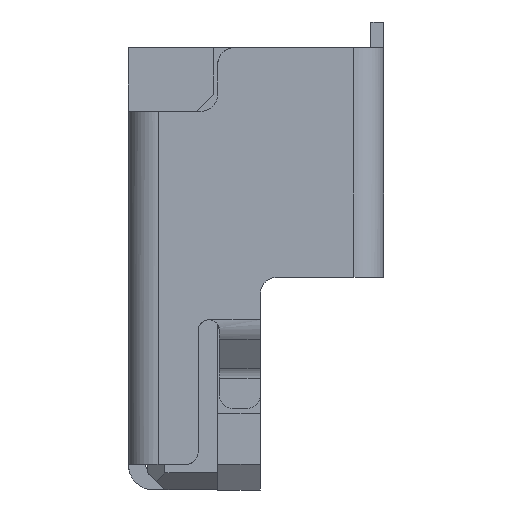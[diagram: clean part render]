
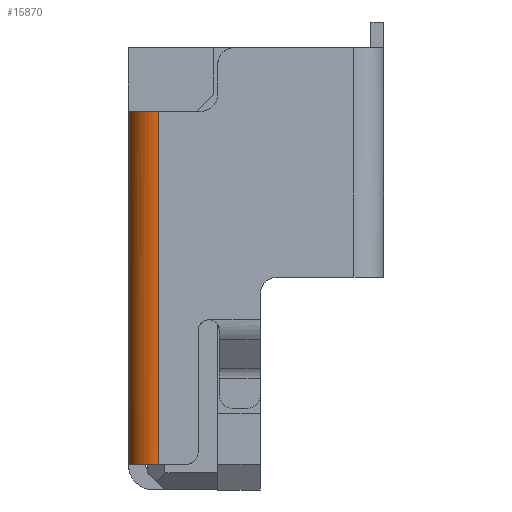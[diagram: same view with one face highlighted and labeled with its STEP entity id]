
A CAD part, left-side view. The second image highlights one B-rep face of the part: STEP entity #15870.
In plain terms, the highlighted free-form (B-spline) face has degree [1, 3] with [2, 4] control points.
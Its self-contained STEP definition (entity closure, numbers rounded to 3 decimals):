
#359 = VERTEX_POINT ( 'NONE', #8705 ) ;
#699 = CARTESIAN_POINT ( 'NONE',  ( -5.555, 1., -4.9 ) ) ;
#834 = CARTESIAN_POINT ( 'NONE',  ( -5.7, 0.855, -0.75 ) ) ;
#848 = CARTESIAN_POINT ( 'NONE',  ( -5.7, 0.855, -4.9 ) ) ;
#891 = VERTEX_POINT ( 'NONE', #8880 ) ;
#1026 = CARTESIAN_POINT ( 'NONE',  ( -5.7, 0.855, -0.75 ) ) ;
#1872 = VERTEX_POINT ( 'NONE', #13634 ) ;
#1997 =( BOUNDED_SURFACE ( )  B_SPLINE_SURFACE ( 1, 3, ( 
 ( #6915, #4646, #13384, #8355 ),
 ( #10781, #14284, #1026, #9490 ) ),
 .UNSPECIFIED., .F., .F., .F. ) 
 B_SPLINE_SURFACE_WITH_KNOTS ( ( 2, 2 ),
 ( 4, 4 ),
 ( 0.019, 0.981 ),
 ( 0., 1. ),
 .UNSPECIFIED. ) 
 GEOMETRIC_REPRESENTATION_ITEM ( )  RATIONAL_B_SPLINE_SURFACE ( (
 ( 1., 0.805, 0.805, 1.),
 ( 1., 0.805, 0.805, 1.) ) ) 
 REPRESENTATION_ITEM ( '' )  SURFACE ( )  );
#2123 = EDGE_CURVE ( 'NONE', #14244, #359, #3893, .T. ) ;
#2265 = ORIENTED_EDGE ( 'NONE', *, *, #3681, .T. ) ;
#2521 = EDGE_CURVE ( 'NONE', #359, #891, #15099, .T. ) ;
#3244 = ORIENTED_EDGE ( 'NONE', *, *, #2521, .T. ) ;
#3681 = EDGE_CURVE ( 'NONE', #891, #1872, #4724, .T. ) ;
#3772 = ORIENTED_EDGE ( 'NONE', *, *, #2123, .T. ) ;
#3893 =( BOUNDED_CURVE ( )  B_SPLINE_CURVE ( 3, ( #13203, #848, #699, #11757 ),
 .UNSPECIFIED., .F., .F. ) 
 B_SPLINE_CURVE_WITH_KNOTS ( ( 4, 4 ),
 ( 0., 1.571 ),
 .UNSPECIFIED. ) 
 CURVE ( )  GEOMETRIC_REPRESENTATION_ITEM ( )  RATIONAL_B_SPLINE_CURVE ( ( 1., 0.805, 0.805, 1. ) ) 
 REPRESENTATION_ITEM ( '' )  );
#3957 = EDGE_LOOP ( 'NONE', ( #3772, #3244, #2265, #15211 ) ) ;
#4531 = CARTESIAN_POINT ( 'NONE',  ( -5.7, 0.65, -0.75 ) ) ;
#4646 = CARTESIAN_POINT ( 'NONE',  ( -5.555, 1., -4.9 ) ) ;
#4724 =( BOUNDED_CURVE ( )  B_SPLINE_CURVE ( 3, ( #11888, #5732, #834, #4531 ),
 .UNSPECIFIED., .F., .F. ) 
 B_SPLINE_CURVE_WITH_KNOTS ( ( 4, 4 ),
 ( 0., 1.571 ),
 .UNSPECIFIED. ) 
 CURVE ( )  GEOMETRIC_REPRESENTATION_ITEM ( )  RATIONAL_B_SPLINE_CURVE ( ( 1., 0.805, 0.805, 1. ) ) 
 REPRESENTATION_ITEM ( '' )  );
#4822 = CARTESIAN_POINT ( 'NONE',  ( -5.35, 1., -4.9 ) ) ;
#5732 = CARTESIAN_POINT ( 'NONE',  ( -5.555, 1., -0.75 ) ) ;
#6120 = CARTESIAN_POINT ( 'NONE',  ( -5.35, 1., -0.75 ) ) ;
#6483 = EDGE_CURVE ( 'NONE', #1872, #14244, #10177, .T. ) ;
#6915 = CARTESIAN_POINT ( 'NONE',  ( -5.35, 1., -4.9 ) ) ;
#8355 = CARTESIAN_POINT ( 'NONE',  ( -5.7, 0.65, -4.9 ) ) ;
#8705 = CARTESIAN_POINT ( 'NONE',  ( -5.35, 1., -4.9 ) ) ;
#8880 = CARTESIAN_POINT ( 'NONE',  ( -5.35, 1., -0.75 ) ) ;
#9490 = CARTESIAN_POINT ( 'NONE',  ( -5.7, 0.65, -0.75 ) ) ;
#10177 = B_SPLINE_CURVE_WITH_KNOTS ( 'NONE', 1,
 ( #13719, #14829 ),
 .UNSPECIFIED., .F., .F.,
 ( 2, 2 ),
 ( 0., 1. ),
 .UNSPECIFIED. ) ;
#10781 = CARTESIAN_POINT ( 'NONE',  ( -5.35, 1., -0.75 ) ) ;
#11757 = CARTESIAN_POINT ( 'NONE',  ( -5.35, 1., -4.9 ) ) ;
#11844 = CARTESIAN_POINT ( 'NONE',  ( -5.7, 0.65, -4.9 ) ) ;
#11888 = CARTESIAN_POINT ( 'NONE',  ( -5.35, 1., -0.75 ) ) ;
#12087 = FACE_OUTER_BOUND ( 'NONE', #3957, .T. ) ;
#13203 = CARTESIAN_POINT ( 'NONE',  ( -5.7, 0.65, -4.9 ) ) ;
#13384 = CARTESIAN_POINT ( 'NONE',  ( -5.7, 0.855, -4.9 ) ) ;
#13634 = CARTESIAN_POINT ( 'NONE',  ( -5.7, 0.65, -0.75 ) ) ;
#13719 = CARTESIAN_POINT ( 'NONE',  ( -5.7, 0.65, -0.75 ) ) ;
#14244 = VERTEX_POINT ( 'NONE', #11844 ) ;
#14284 = CARTESIAN_POINT ( 'NONE',  ( -5.555, 1., -0.75 ) ) ;
#14829 = CARTESIAN_POINT ( 'NONE',  ( -5.7, 0.65, -4.9 ) ) ;
#15099 = B_SPLINE_CURVE_WITH_KNOTS ( 'NONE', 1,
 ( #4822, #6120 ),
 .UNSPECIFIED., .F., .F.,
 ( 2, 2 ),
 ( 0., 1. ),
 .UNSPECIFIED. ) ;
#15211 = ORIENTED_EDGE ( 'NONE', *, *, #6483, .T. ) ;
#15870 = ADVANCED_FACE ( 'NONE', ( #12087 ), #1997, .T. ) ;
